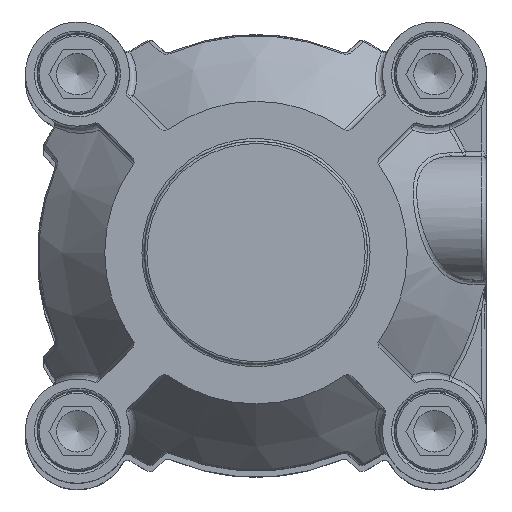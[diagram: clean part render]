
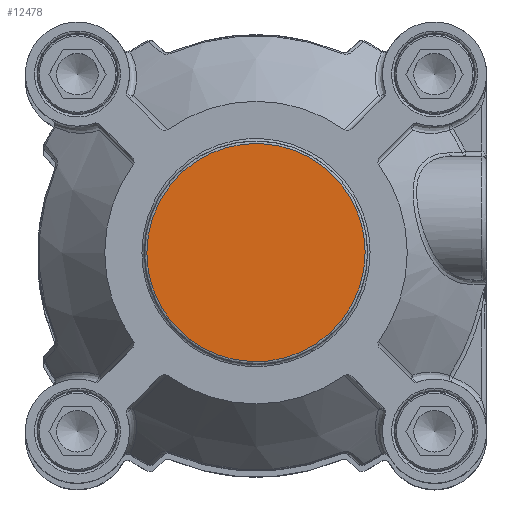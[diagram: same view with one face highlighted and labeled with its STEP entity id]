
A CAD part, top view. The second image highlights one B-rep face of the part: STEP entity #12478.
In plain terms, the highlighted planar face has unit normal (0, 0, 1).
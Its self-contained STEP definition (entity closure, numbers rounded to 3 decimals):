
#2693 = EDGE_LOOP ( 'NONE', ( #59509, #45083 ) ) ;
#4393 = DIRECTION ( 'NONE',  ( -1., 0., 0. ) ) ;
#7727 = FACE_OUTER_BOUND ( 'NONE', #2693, .T. ) ;
#10962 = CARTESIAN_POINT ( 'NONE',  ( 22., -44., 52. ) ) ;
#12428 = CARTESIAN_POINT ( 'NONE',  ( -22., -44., 52. ) ) ;
#12478 = ADVANCED_FACE ( 'NONE', ( #7727 ), #30765, .F. ) ;
#13148 = CARTESIAN_POINT ( 'NONE',  ( -22., 0., 52. ) ) ;
#13497 = VERTEX_POINT ( 'NONE', #37705 ) ;
#17097 = CARTESIAN_POINT ( 'NONE',  ( 22., 44., 52. ) ) ;
#22155 = CARTESIAN_POINT ( 'NONE',  ( -22., 0., 52. ) ) ;
#28590 = CARTESIAN_POINT ( 'NONE',  ( 22., 0., 52. ) ) ;
#30765 = PLANE ( 'NONE',  #66234 ) ;
#33984 = CARTESIAN_POINT ( 'NONE',  ( 22., 0., 52. ) ) ;
#37705 = CARTESIAN_POINT ( 'NONE',  ( 22., 0., 52. ) ) ;
#45083 = ORIENTED_EDGE ( 'NONE', *, *, #45496, .F. ) ;
#45496 = EDGE_CURVE ( 'NONE', #68591, #13497, #65000, .T. ) ;
#53560 = DIRECTION ( 'NONE',  ( 0., 0., -1. ) ) ;
#56784 =( BOUNDED_CURVE ( )  B_SPLINE_CURVE ( 3, ( #33984, #10962, #12428, #22155 ),
 .UNSPECIFIED., .F., .T. ) 
 B_SPLINE_CURVE_WITH_KNOTS ( ( 4, 4 ),
 ( 0., 1. ),
 .UNSPECIFIED. ) 
 CURVE ( )  GEOMETRIC_REPRESENTATION_ITEM ( )  RATIONAL_B_SPLINE_CURVE ( ( 1., 0.333, 0.333, 1. ) ) 
 REPRESENTATION_ITEM ( '' )  );
#59509 = ORIENTED_EDGE ( 'NONE', *, *, #65687, .F. ) ;
#65000 =( BOUNDED_CURVE ( )  B_SPLINE_CURVE ( 3, ( #67666, #68399, #17097, #28590 ),
 .UNSPECIFIED., .F., .F. ) 
 B_SPLINE_CURVE_WITH_KNOTS ( ( 4, 4 ),
 ( 0., 1. ),
 .UNSPECIFIED. ) 
 CURVE ( )  GEOMETRIC_REPRESENTATION_ITEM ( )  RATIONAL_B_SPLINE_CURVE ( ( 1., 0.333, 0.333, 1. ) ) 
 REPRESENTATION_ITEM ( '' )  );
#65687 = EDGE_CURVE ( 'NONE', #13497, #68591, #56784, .T. ) ;
#66234 = AXIS2_PLACEMENT_3D ( 'NONE', #71645, #53560, #4393 ) ;
#67666 = CARTESIAN_POINT ( 'NONE',  ( -22., 0., 52. ) ) ;
#68399 = CARTESIAN_POINT ( 'NONE',  ( -22., 44., 52. ) ) ;
#68591 = VERTEX_POINT ( 'NONE', #13148 ) ;
#71645 = CARTESIAN_POINT ( 'NONE',  ( 104.963, 0., 52. ) ) ;
